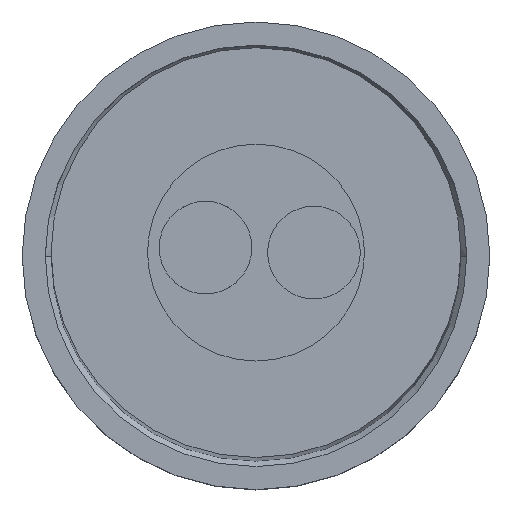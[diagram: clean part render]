
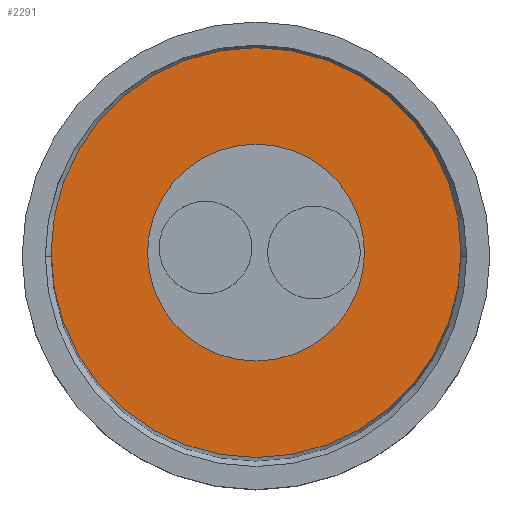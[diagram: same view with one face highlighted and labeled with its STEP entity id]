
A CAD part, top view. The second image highlights one B-rep face of the part: STEP entity #2291.
In plain terms, the highlighted planar face has unit normal (0, 0, 1).
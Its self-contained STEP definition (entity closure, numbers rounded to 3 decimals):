
#340 = CARTESIAN_POINT ( 'NONE',  ( 0., 0., 15. ) ) ;
#444 = CARTESIAN_POINT ( 'NONE',  ( -0.794, 0., 15. ) ) ;
#448 = PLANE ( 'NONE',  #3198 ) ;
#574 = ORIENTED_EDGE ( 'NONE', *, *, #611, .F. ) ;
#611 = EDGE_CURVE ( 'NONE', #2493, #4914, #1245, .T. ) ;
#921 = CARTESIAN_POINT ( 'NONE',  ( 0., 0., 15. ) ) ;
#1002 = DIRECTION ( 'NONE',  ( 0., 0., 1. ) ) ;
#1245 = CIRCLE ( 'NONE', #7334, 0.794 ) ;
#1320 = CARTESIAN_POINT ( 'NONE',  ( -1.5, 0., 15. ) ) ;
#1451 = FACE_OUTER_BOUND ( 'NONE', #5050, .T. ) ;
#1452 = EDGE_LOOP ( 'NONE', ( #574, #1924 ) ) ;
#1581 = CARTESIAN_POINT ( 'NONE',  ( 0., 0., 15. ) ) ;
#1685 = EDGE_CURVE ( 'NONE', #2009, #8146, #6355, .T. ) ;
#1924 = ORIENTED_EDGE ( 'NONE', *, *, #8046, .F. ) ;
#2009 = VERTEX_POINT ( 'NONE', #1320 ) ;
#2291 = ADVANCED_FACE ( 'NONE', ( #5831, #1451 ), #448, .T. ) ;
#2385 = DIRECTION ( 'NONE',  ( 0., 0., 1. ) ) ;
#2493 = VERTEX_POINT ( 'NONE', #7904 ) ;
#2600 = CARTESIAN_POINT ( 'NONE',  ( 1.5, 0., 15. ) ) ;
#2918 = DIRECTION ( 'NONE',  ( 0., 0., 1. ) ) ;
#3198 = AXIS2_PLACEMENT_3D ( 'NONE', #5711, #2385, #6384 ) ;
#3210 = DIRECTION ( 'NONE',  ( 0., 0., 1. ) ) ;
#3546 = AXIS2_PLACEMENT_3D ( 'NONE', #3766, #3210, #7782 ) ;
#3766 = CARTESIAN_POINT ( 'NONE',  ( 0., 0., 15. ) ) ;
#3778 = AXIS2_PLACEMENT_3D ( 'NONE', #1581, #2918, #6872 ) ;
#4879 = ORIENTED_EDGE ( 'NONE', *, *, #6734, .T. ) ;
#4914 = VERTEX_POINT ( 'NONE', #444 ) ;
#5050 = EDGE_LOOP ( 'NONE', ( #5485, #4879 ) ) ;
#5083 = CIRCLE ( 'NONE', #7552, 0.794 ) ;
#5485 = ORIENTED_EDGE ( 'NONE', *, *, #1685, .T. ) ;
#5490 = DIRECTION ( 'NONE',  ( 0., 0., 1. ) ) ;
#5711 = CARTESIAN_POINT ( 'NONE',  ( 0., 0., 15. ) ) ;
#5831 = FACE_BOUND ( 'NONE', #1452, .T. ) ;
#5936 = CIRCLE ( 'NONE', #3546, 1.5 ) ;
#6355 = CIRCLE ( 'NONE', #3778, 1.5 ) ;
#6384 = DIRECTION ( 'NONE',  ( 1., 0., 0. ) ) ;
#6734 = EDGE_CURVE ( 'NONE', #8146, #2009, #5936, .T. ) ;
#6872 = DIRECTION ( 'NONE',  ( 1., 0., 0. ) ) ;
#7334 = AXIS2_PLACEMENT_3D ( 'NONE', #921, #5490, #8103 ) ;
#7552 = AXIS2_PLACEMENT_3D ( 'NONE', #340, #1002, #7599 ) ;
#7599 = DIRECTION ( 'NONE',  ( 1., 0., 0. ) ) ;
#7782 = DIRECTION ( 'NONE',  ( 1., 0., 0. ) ) ;
#7904 = CARTESIAN_POINT ( 'NONE',  ( 0.794, 0., 15. ) ) ;
#8046 = EDGE_CURVE ( 'NONE', #4914, #2493, #5083, .T. ) ;
#8103 = DIRECTION ( 'NONE',  ( 1., 0., 0. ) ) ;
#8146 = VERTEX_POINT ( 'NONE', #2600 ) ;
